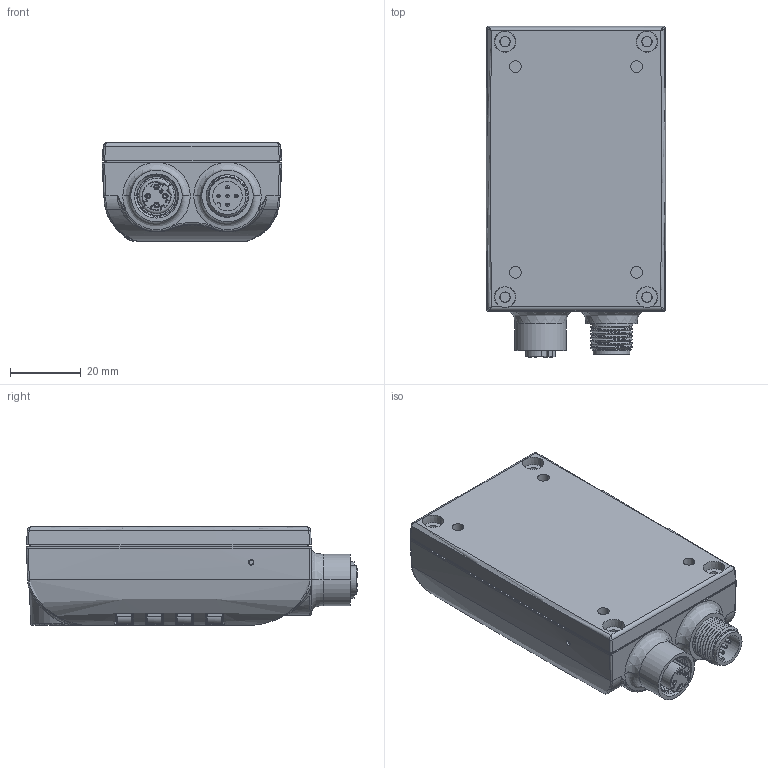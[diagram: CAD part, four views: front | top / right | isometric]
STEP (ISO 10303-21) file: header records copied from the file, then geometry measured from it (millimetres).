
FILE_DESCRIPTION((''),'2;1');
FILE_NAME('246384_SM01_ASM','2024-11-11T16:29:03',('banengservice'),('BANNER ENGINEERING'),'CREO PARAMETRIC BY PTC INC, 2022414','CREO PARAMETRIC BY PTC INC, 2022414','');
FILE_SCHEMA(('CONFIG_CONTROL_DESIGN'));
Products named in the file (2): 246384_EP01; 246384_SM01_ASM
Assembly tree (1 placements, depth 2):
  246384_SM01_ASM
    246384_EP01
Bounding box: 50.59 x 93.31 x 27.75 mm (x, y, z)
Volume: 105065.4 mm3; surface area: 17664.5 mm2
Topology: 1 solids, 1 shells, 611 faces, 1480 edges, 914 vertices
Faces by surface type: plane 201, cylinder 181, bspline 127, cone 54, extrusion 19, torus 17, sphere 8, revolution 4
Entity records: 40628 total; most frequent: CARTESIAN_POINT 27380, ORIENTED_EDGE 2936, DIRECTION 2407, EDGE_CURVE 1468, VERTEX_POINT 914, AXIS2_PLACEMENT_3D 884, EDGE_LOOP 666, VECTOR 635
